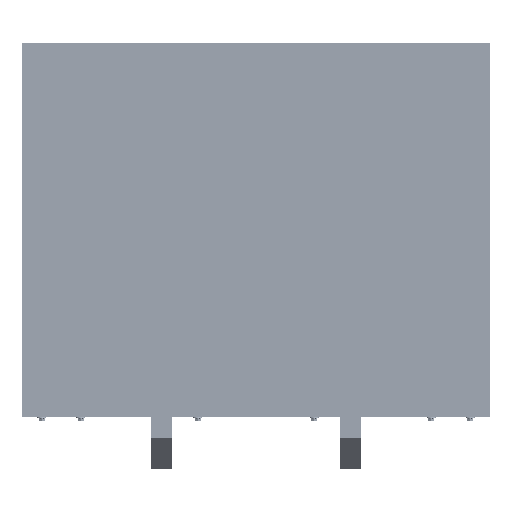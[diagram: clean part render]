
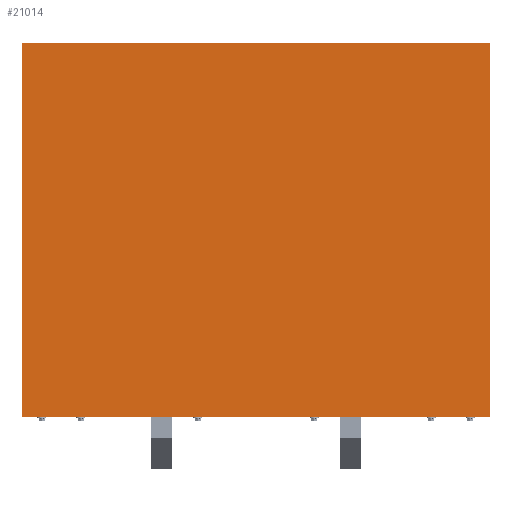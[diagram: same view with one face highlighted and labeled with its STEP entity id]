
A CAD part, front view. The second image highlights one B-rep face of the part: STEP entity #21014.
In plain terms, the highlighted planar face has unit normal (0, -1, 0).
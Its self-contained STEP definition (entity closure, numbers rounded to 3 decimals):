
#3081=FACE_OUTER_BOUND('',#4286,.T.);
#4286=EDGE_LOOP('',(#14179,#14180,#14181,#14182));
#5660=LINE('',#30836,#7292);
#5664=LINE('',#30844,#7296);
#5667=LINE('',#30850,#7299);
#5670=LINE('',#30855,#7302);
#7292=VECTOR('',#24917,0.394);
#7296=VECTOR('',#24923,0.394);
#7299=VECTOR('',#24928,0.394);
#7302=VECTOR('',#24933,0.394);
#8924=VERTEX_POINT('',#30834);
#8925=VERTEX_POINT('',#30835);
#8928=VERTEX_POINT('',#30843);
#8930=VERTEX_POINT('',#30849);
#10991=EDGE_CURVE('',#8924,#8925,#5660,.T.);
#10995=EDGE_CURVE('',#8925,#8928,#5664,.T.);
#10998=EDGE_CURVE('',#8928,#8930,#5667,.T.);
#11001=EDGE_CURVE('',#8930,#8924,#5670,.T.);
#14179=ORIENTED_EDGE('',*,*,#11001,.T.);
#14180=ORIENTED_EDGE('',*,*,#10991,.T.);
#14181=ORIENTED_EDGE('',*,*,#10995,.T.);
#14182=ORIENTED_EDGE('',*,*,#10998,.T.);
#20500=PLANE('',#22774);
#21014=ADVANCED_FACE('',(#3081),#20500,.F.);
#22774=AXIS2_PLACEMENT_3D('',#30858,#24937,#24938);
#24917=DIRECTION('',(0.,0.,1.));
#24923=DIRECTION('',(-1.,0.,0.));
#24928=DIRECTION('',(0.,0.,-1.));
#24933=DIRECTION('',(1.,0.,0.));
#24937=DIRECTION('center_axis',(0.,1.,0.));
#24938=DIRECTION('ref_axis',(1.,0.,0.));
#30834=CARTESIAN_POINT('',(15.,0.,-12.));
#30835=CARTESIAN_POINT('',(15.,0.,12.));
#30836=CARTESIAN_POINT('',(15.,0.,-12.));
#30843=CARTESIAN_POINT('',(-15.,0.,12.));
#30844=CARTESIAN_POINT('',(15.,0.,12.));
#30849=CARTESIAN_POINT('',(-15.,0.,-12.));
#30850=CARTESIAN_POINT('',(-15.,0.,12.));
#30855=CARTESIAN_POINT('',(-15.,0.,-12.));
#30858=CARTESIAN_POINT('Origin',(0.,0.,0.));
